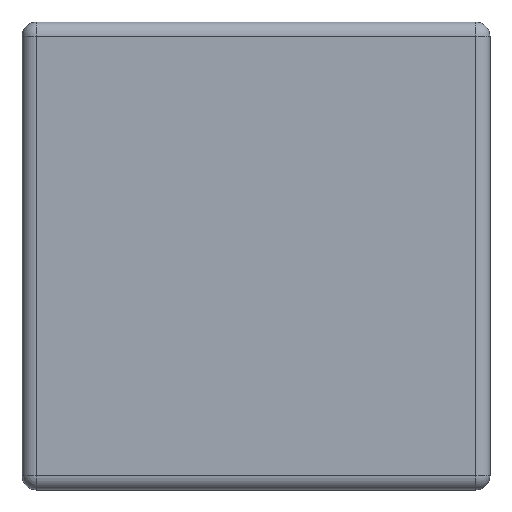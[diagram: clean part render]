
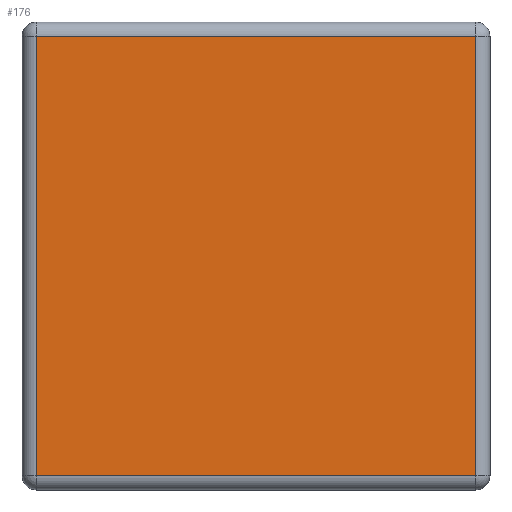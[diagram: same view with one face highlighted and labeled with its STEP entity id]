
A CAD part, front view. The second image highlights one B-rep face of the part: STEP entity #176.
In plain terms, the highlighted planar face has unit normal (0, -1, 0).
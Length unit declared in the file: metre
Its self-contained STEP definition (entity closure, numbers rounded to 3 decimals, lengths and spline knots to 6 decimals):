
#3 = EDGE_CURVE ( 'NONE', #480, #637, #546, .T. ) ;
#6 = LINE ( 'NONE', #698, #408 ) ;
#20 = ORIENTED_EDGE ( 'NONE', *, *, #539, .T. ) ;
#42 = DIRECTION ( 'NONE',  ( 0., 1., 0. ) ) ;
#99 = FACE_OUTER_BOUND ( 'NONE', #148, .T. ) ;
#106 = CARTESIAN_POINT ( 'NONE',  ( 0.3265, -0.3265, -0.3065 ) ) ;
#112 = DIRECTION ( 'NONE',  ( 0., 0., 1. ) ) ;
#133 = ORIENTED_EDGE ( 'NONE', *, *, #3, .T. ) ;
#148 = EDGE_LOOP ( 'NONE', ( #364, #20, #447, #133 ) ) ;
#176 = ADVANCED_FACE ( 'NONE', ( #99 ), #212, .F. ) ;
#184 = VERTEX_POINT ( 'NONE', #323 ) ;
#204 = EDGE_CURVE ( 'NONE', #184, #480, #609, .T. ) ;
#212 = PLANE ( 'NONE',  #632 ) ;
#268 = DIRECTION ( 'NONE',  ( 1., 0., 0. ) ) ;
#294 = VECTOR ( 'NONE', #268, 1. ) ;
#323 = CARTESIAN_POINT ( 'NONE',  ( 0.3065, -0.3265, -0.3065 ) ) ;
#326 = CARTESIAN_POINT ( 'NONE',  ( -0.3065, -0.3265, -0.3065 ) ) ;
#332 = EDGE_CURVE ( 'NONE', #637, #509, #6, .T. ) ;
#355 = DIRECTION ( 'NONE',  ( 0., 0., -1. ) ) ;
#364 = ORIENTED_EDGE ( 'NONE', *, *, #332, .T. ) ;
#381 = CARTESIAN_POINT ( 'NONE',  ( 0., -0.3265, 0. ) ) ;
#408 = VECTOR ( 'NONE', #355, 1. ) ;
#447 = ORIENTED_EDGE ( 'NONE', *, *, #204, .T. ) ;
#468 = VECTOR ( 'NONE', #662, 1. ) ;
#472 = VECTOR ( 'NONE', #112, 1. ) ;
#475 = CARTESIAN_POINT ( 'NONE',  ( -0.3265, -0.3265, 0.3065 ) ) ;
#480 = VERTEX_POINT ( 'NONE', #599 ) ;
#494 = CARTESIAN_POINT ( 'NONE',  ( 0.3065, -0.3265, 0.3265 ) ) ;
#509 = VERTEX_POINT ( 'NONE', #326 ) ;
#539 = EDGE_CURVE ( 'NONE', #509, #184, #562, .T. ) ;
#546 = LINE ( 'NONE', #475, #468 ) ;
#562 = LINE ( 'NONE', #106, #294 ) ;
#569 = CARTESIAN_POINT ( 'NONE',  ( -0.3065, -0.3265, 0.3065 ) ) ;
#599 = CARTESIAN_POINT ( 'NONE',  ( 0.3065, -0.3265, 0.3065 ) ) ;
#609 = LINE ( 'NONE', #494, #472 ) ;
#632 = AXIS2_PLACEMENT_3D ( 'NONE', #381, #42, #732 ) ;
#637 = VERTEX_POINT ( 'NONE', #569 ) ;
#662 = DIRECTION ( 'NONE',  ( -1., 0., 0. ) ) ;
#698 = CARTESIAN_POINT ( 'NONE',  ( -0.3065, -0.3265, -0.3265 ) ) ;
#732 = DIRECTION ( 'NONE',  ( 0., 0., 1. ) ) ;
